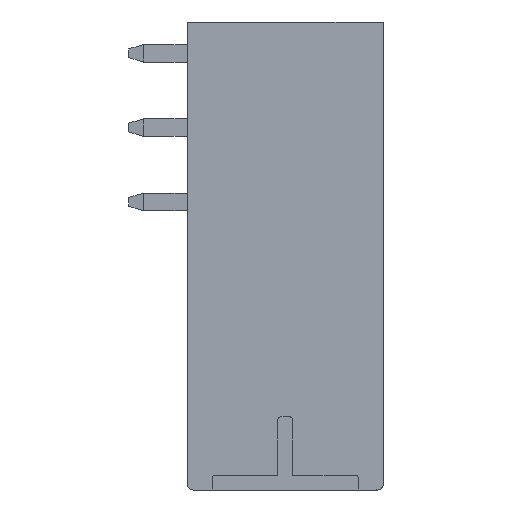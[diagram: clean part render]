
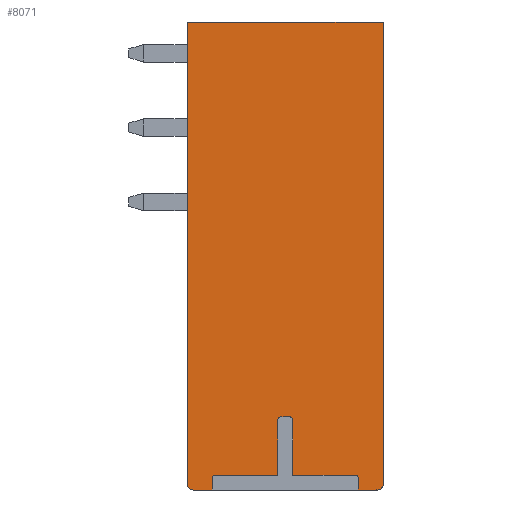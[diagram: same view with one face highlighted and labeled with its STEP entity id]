
A CAD part, front view. The second image highlights one B-rep face of the part: STEP entity #8071.
In plain terms, the highlighted planar face has unit normal (0, -1, 0).
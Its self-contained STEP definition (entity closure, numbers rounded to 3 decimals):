
#838=DIRECTION('',(0.,0.,1.));
#839=VECTOR('',#838,0.8);
#840=CARTESIAN_POINT('',(-5.,-103.44,-16.));
#841=LINE('',#840,#839);
#842=DIRECTION('',(-1.,0.,0.));
#843=VECTOR('',#842,1.3);
#844=CARTESIAN_POINT('',(-5.,-103.44,-16.));
#845=LINE('',#844,#843);
#846=CARTESIAN_POINT('',(-6.3,-103.44,-15.6));
#847=DIRECTION('',(0.,1.,0.));
#848=DIRECTION('',(0.,0.,-1.));
#849=AXIS2_PLACEMENT_3D('',#846,#847,#848);
#851=DIRECTION('',(0.,0.,1.));
#852=VECTOR('',#851,31.6);
#853=CARTESIAN_POINT('',(-6.7,-103.44,-15.6));
#854=LINE('',#853,#852);
#855=DIRECTION('',(1.,0.,0.));
#856=VECTOR('',#855,13.4);
#857=CARTESIAN_POINT('',(-6.7,-103.44,16.));
#858=LINE('',#857,#856);
#859=DIRECTION('',(0.,0.,-1.));
#860=VECTOR('',#859,31.6);
#861=CARTESIAN_POINT('',(6.7,-103.44,16.));
#862=LINE('',#861,#860);
#863=CARTESIAN_POINT('',(6.3,-103.44,-15.6));
#864=DIRECTION('',(0.,1.,0.));
#865=DIRECTION('',(1.,0.,0.));
#866=AXIS2_PLACEMENT_3D('',#863,#864,#865);
#868=DIRECTION('',(-1.,0.,0.));
#869=VECTOR('',#868,1.3);
#870=CARTESIAN_POINT('',(6.3,-103.44,-16.));
#871=LINE('',#870,#869);
#872=DIRECTION('',(0.,0.,1.));
#873=VECTOR('',#872,0.8);
#874=CARTESIAN_POINT('',(5.,-103.44,-16.));
#875=LINE('',#874,#873);
#876=CARTESIAN_POINT('',(4.8,-103.44,-15.2));
#877=DIRECTION('',(0.,1.,0.));
#878=DIRECTION('',(0.,0.,1.));
#879=AXIS2_PLACEMENT_3D('',#876,#877,#878);
#881=DIRECTION('',(1.,0.,0.));
#882=VECTOR('',#881,4.3);
#883=CARTESIAN_POINT('',(0.5,-103.44,-15.));
#884=LINE('',#883,#882);
#885=DIRECTION('',(0.,0.,-1.));
#886=VECTOR('',#885,3.8);
#887=CARTESIAN_POINT('',(0.5,-103.44,-11.2));
#888=LINE('',#887,#886);
#889=CARTESIAN_POINT('',(0.3,-103.44,-11.2));
#890=DIRECTION('',(0.,1.,0.));
#891=DIRECTION('',(0.,0.,1.));
#892=AXIS2_PLACEMENT_3D('',#889,#890,#891);
#894=DIRECTION('',(1.,0.,0.));
#895=VECTOR('',#894,0.6);
#896=CARTESIAN_POINT('',(-0.3,-103.44,-11.));
#897=LINE('',#896,#895);
#898=CARTESIAN_POINT('',(-0.3,-103.44,-11.2));
#899=DIRECTION('',(0.,1.,0.));
#900=DIRECTION('',(-1.,0.,0.));
#901=AXIS2_PLACEMENT_3D('',#898,#899,#900);
#903=DIRECTION('',(0.,0.,1.));
#904=VECTOR('',#903,3.8);
#905=CARTESIAN_POINT('',(-0.5,-103.44,-15.));
#906=LINE('',#905,#904);
#907=DIRECTION('',(1.,0.,0.));
#908=VECTOR('',#907,4.3);
#909=CARTESIAN_POINT('',(-4.8,-103.44,-15.));
#910=LINE('',#909,#908);
#911=CARTESIAN_POINT('',(-4.8,-103.44,-15.2));
#912=DIRECTION('',(0.,1.,0.));
#913=DIRECTION('',(-1.,0.,0.));
#914=AXIS2_PLACEMENT_3D('',#911,#912,#913);
#5924=CARTESIAN_POINT('',(-6.7,-103.44,16.));
#5925=CARTESIAN_POINT('',(6.7,-103.44,16.));
#5926=VERTEX_POINT('',#5924);
#5927=VERTEX_POINT('',#5925);
#5928=CARTESIAN_POINT('',(6.7,-103.44,-15.6));
#5929=VERTEX_POINT('',#5928);
#5930=CARTESIAN_POINT('',(6.3,-103.44,-16.));
#5931=VERTEX_POINT('',#5930);
#5932=CARTESIAN_POINT('',(-6.3,-103.44,-16.));
#5933=CARTESIAN_POINT('',(-6.7,-103.44,-15.6));
#5934=VERTEX_POINT('',#5932);
#5935=VERTEX_POINT('',#5933);
#6008=CARTESIAN_POINT('',(-5.,-103.44,-16.));
#6009=VERTEX_POINT('',#6008);
#6010=CARTESIAN_POINT('',(-5.,-103.44,-15.2));
#6011=VERTEX_POINT('',#6010);
#6012=CARTESIAN_POINT('',(-4.8,-103.44,-15.));
#6013=VERTEX_POINT('',#6012);
#6014=CARTESIAN_POINT('',(-0.5,-103.44,-15.));
#6015=VERTEX_POINT('',#6014);
#6016=CARTESIAN_POINT('',(-0.5,-103.44,-11.2));
#6017=VERTEX_POINT('',#6016);
#6018=CARTESIAN_POINT('',(-0.3,-103.44,-11.));
#6019=VERTEX_POINT('',#6018);
#6020=CARTESIAN_POINT('',(0.3,-103.44,-11.));
#6021=VERTEX_POINT('',#6020);
#6022=CARTESIAN_POINT('',(0.5,-103.44,-11.2));
#6023=VERTEX_POINT('',#6022);
#6024=CARTESIAN_POINT('',(0.5,-103.44,-15.));
#6025=VERTEX_POINT('',#6024);
#6026=CARTESIAN_POINT('',(4.8,-103.44,-15.));
#6027=VERTEX_POINT('',#6026);
#6028=CARTESIAN_POINT('',(5.,-103.44,-15.2));
#6029=VERTEX_POINT('',#6028);
#6030=CARTESIAN_POINT('',(5.,-103.44,-16.));
#6031=VERTEX_POINT('',#6030);
#8030=CARTESIAN_POINT('',(0.,-103.44,0.));
#8031=DIRECTION('',(0.,1.,0.));
#8032=DIRECTION('',(1.,0.,0.));
#8033=AXIS2_PLACEMENT_3D('',#8030,#8031,#8032);
#8034=PLANE('',#8033);
#8036=ORIENTED_EDGE('',*,*,#8035,.F.);
#8037=ORIENTED_EDGE('',*,*,#7666,.T.);
#8039=ORIENTED_EDGE('',*,*,#8038,.T.);
#8041=ORIENTED_EDGE('',*,*,#8040,.T.);
#8043=ORIENTED_EDGE('',*,*,#8042,.T.);
#8045=ORIENTED_EDGE('',*,*,#8044,.T.);
#8047=ORIENTED_EDGE('',*,*,#8046,.T.);
#8048=ORIENTED_EDGE('',*,*,#7674,.T.);
#8050=ORIENTED_EDGE('',*,*,#8049,.T.);
#8052=ORIENTED_EDGE('',*,*,#8051,.F.);
#8054=ORIENTED_EDGE('',*,*,#8053,.F.);
#8056=ORIENTED_EDGE('',*,*,#8055,.F.);
#8058=ORIENTED_EDGE('',*,*,#8057,.F.);
#8060=ORIENTED_EDGE('',*,*,#8059,.F.);
#8062=ORIENTED_EDGE('',*,*,#8061,.F.);
#8064=ORIENTED_EDGE('',*,*,#8063,.F.);
#8066=ORIENTED_EDGE('',*,*,#8065,.F.);
#8068=ORIENTED_EDGE('',*,*,#8067,.F.);
#8069=EDGE_LOOP('',(#8036,#8037,#8039,#8041,#8043,#8045,#8047,#8048,#8050,#8052,
#8054,#8056,#8058,#8060,#8062,#8064,#8066,#8068));
#8070=FACE_OUTER_BOUND('',#8069,.F.);
#850=CIRCLE('',#849,0.4);
#867=CIRCLE('',#866,0.4);
#880=CIRCLE('',#879,0.2);
#893=CIRCLE('',#892,0.2);
#902=CIRCLE('',#901,0.2);
#915=CIRCLE('',#914,0.2);
#7666=EDGE_CURVE('',#6009,#5934,#845,.T.);
#7674=EDGE_CURVE('',#5931,#6031,#871,.T.);
#8035=EDGE_CURVE('',#6009,#6011,#841,.T.);
#8038=EDGE_CURVE('',#5934,#5935,#850,.T.);
#8040=EDGE_CURVE('',#5935,#5926,#854,.T.);
#8042=EDGE_CURVE('',#5926,#5927,#858,.T.);
#8044=EDGE_CURVE('',#5927,#5929,#862,.T.);
#8046=EDGE_CURVE('',#5929,#5931,#867,.T.);
#8049=EDGE_CURVE('',#6031,#6029,#875,.T.);
#8051=EDGE_CURVE('',#6027,#6029,#880,.T.);
#8053=EDGE_CURVE('',#6025,#6027,#884,.T.);
#8055=EDGE_CURVE('',#6023,#6025,#888,.T.);
#8057=EDGE_CURVE('',#6021,#6023,#893,.T.);
#8059=EDGE_CURVE('',#6019,#6021,#897,.T.);
#8061=EDGE_CURVE('',#6017,#6019,#902,.T.);
#8063=EDGE_CURVE('',#6015,#6017,#906,.T.);
#8065=EDGE_CURVE('',#6013,#6015,#910,.T.);
#8067=EDGE_CURVE('',#6011,#6013,#915,.T.);
#8071=ADVANCED_FACE('',(#8070),#8034,.F.);
